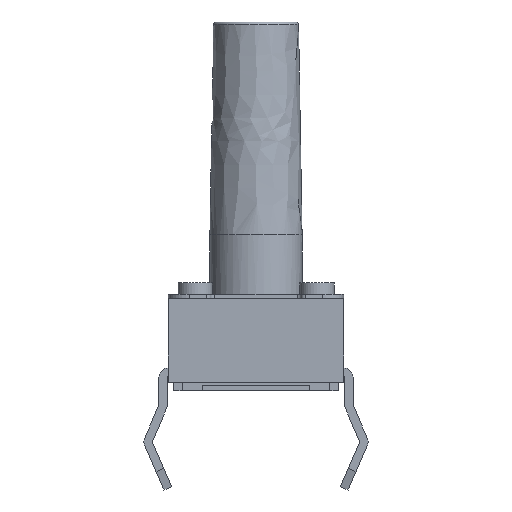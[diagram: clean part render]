
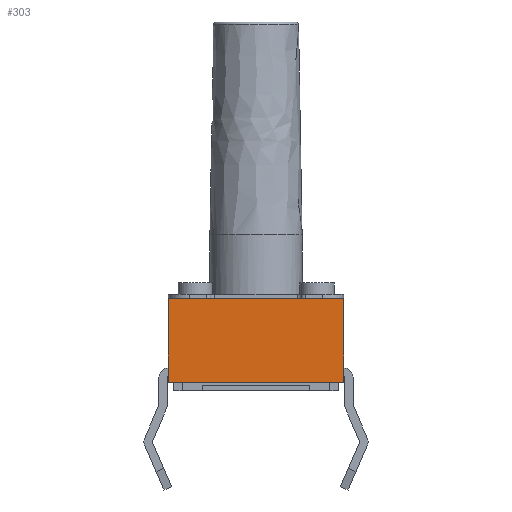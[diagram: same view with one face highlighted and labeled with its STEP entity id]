
A CAD part, front view. The second image highlights one B-rep face of the part: STEP entity #303.
In plain terms, the highlighted planar face has unit normal (0, -1, 0).
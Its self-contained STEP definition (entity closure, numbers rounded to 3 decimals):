
#303 = ADVANCED_FACE( '', ( #727 ), #728, .F. );
#727 = FACE_OUTER_BOUND( '', #1911, .T. );
#728 = PLANE( '', #1912 );
#1911 = EDGE_LOOP( '', ( #2786, #2787, #2788, #2789 ) );
#1912 = AXIS2_PLACEMENT_3D( '', #2790, #2791, #2792 );
#2786 = ORIENTED_EDGE( '', *, *, #4180, .F. );
#2787 = ORIENTED_EDGE( '', *, *, #4181, .F. );
#2788 = ORIENTED_EDGE( '', *, *, #4012, .F. );
#2789 = ORIENTED_EDGE( '', *, *, #4182, .T. );
#2790 = CARTESIAN_POINT( '', ( -3.1, -3.1, 3.25 ) );
#2791 = DIRECTION( '', ( 0., 1., 0. ) );
#2792 = DIRECTION( '', ( 0., 0., 1. ) );
#4012 = EDGE_CURVE( '', #4748, #4750, #4751, .T. );
#4180 = EDGE_CURVE( '', #5029, #5030, #5031, .T. );
#4181 = EDGE_CURVE( '', #4750, #5029, #5032, .T. );
#4182 = EDGE_CURVE( '', #4748, #5030, #5033, .T. );
#4748 = VERTEX_POINT( '', #6141 );
#4750 = VERTEX_POINT( '', #6144 );
#4751 = LINE( '', #6145, #6146 );
#5029 = VERTEX_POINT( '', #6523 );
#5030 = VERTEX_POINT( '', #6524 );
#5031 = LINE( '', #6525, #6526 );
#5032 = LINE( '', #6527, #6528 );
#5033 = LINE( '', #6529, #6530 );
#6141 = CARTESIAN_POINT( '', ( -3.1, -3.1, 3.25 ) );
#6144 = CARTESIAN_POINT( '', ( 3.1, -3.1, 3.25 ) );
#6145 = CARTESIAN_POINT( '', ( -3.1, -3.1, 3.25 ) );
#6146 = VECTOR( '', #7283, 1000. );
#6523 = CARTESIAN_POINT( '', ( 3.1, -3.1, 0.3 ) );
#6524 = CARTESIAN_POINT( '', ( -3.1, -3.1, 0.3 ) );
#6525 = CARTESIAN_POINT( '', ( 3.1, -3.1, 0.3 ) );
#6526 = VECTOR( '', #7506, 1000. );
#6527 = CARTESIAN_POINT( '', ( 3.1, -3.1, 3.25 ) );
#6528 = VECTOR( '', #7507, 1000. );
#6529 = CARTESIAN_POINT( '', ( -3.1, -3.1, 3.25 ) );
#6530 = VECTOR( '', #7508, 1000. );
#7283 = DIRECTION( '', ( 1., 0., 0. ) );
#7506 = DIRECTION( '', ( -1., 0., 0. ) );
#7507 = DIRECTION( '', ( 0., 0., -1. ) );
#7508 = DIRECTION( '', ( 0., 0., -1. ) );
